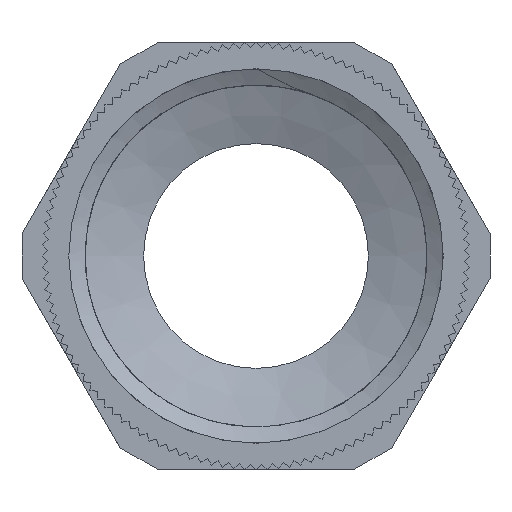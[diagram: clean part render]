
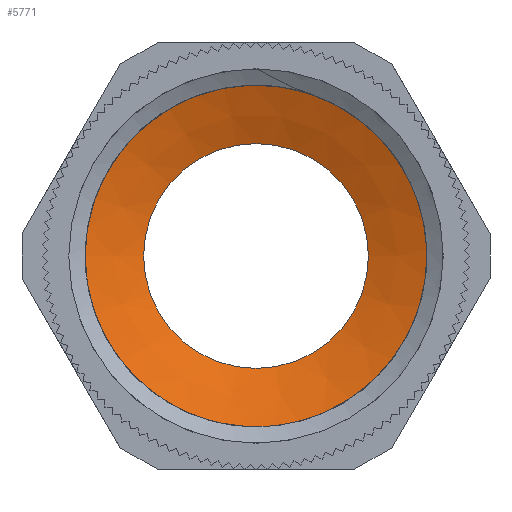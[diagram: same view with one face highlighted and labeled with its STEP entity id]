
A CAD part, left-side view. The second image highlights one B-rep face of the part: STEP entity #5771.
In plain terms, the highlighted conical face has half-angle 69.182 degrees and reference radius 6.63 mm.
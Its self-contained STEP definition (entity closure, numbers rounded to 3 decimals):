
#15=CONICAL_SURFACE('',#6067,6.63,69.182);
#22=FACE_BOUND('',#880,.T.);
#23=CIRCLE('',#5787,8.);
#26=CIRCLE('',#5793,8.);
#29=CIRCLE('',#6061,5.26);
#589=FACE_OUTER_BOUND('',#879,.T.);
#879=EDGE_LOOP('',(#5477));
#880=EDGE_LOOP('',(#5478,#5479));
#2499=VERTEX_POINT('',#8933);
#2501=VERTEX_POINT('',#9341);
#3021=VERTEX_POINT('',#11081);
#3053=EDGE_CURVE('',#2499,#2501,#23,.T.);
#3057=EDGE_CURVE('',#2501,#2499,#26,.T.);
#3840=EDGE_CURVE('',#3021,#3021,#29,.T.);
#5477=ORIENTED_EDGE('',*,*,#3840,.T.);
#5478=ORIENTED_EDGE('',*,*,#3057,.F.);
#5479=ORIENTED_EDGE('',*,*,#3053,.F.);
#5771=ADVANCED_FACE('',(#589,#22),#15,.F.);
#5787=AXIS2_PLACEMENT_3D('',#9508,#6092,#6093);
#5793=AXIS2_PLACEMENT_3D('',#9516,#6105,#6106);
#6061=AXIS2_PLACEMENT_3D('',#11082,#7421,#7422);
#6067=AXIS2_PLACEMENT_3D('',#11089,#7433,#7434);
#6092=DIRECTION('center_axis',(1.,0.,0.));
#6093=DIRECTION('ref_axis',(0.,0.,-1.));
#6105=DIRECTION('center_axis',(1.,0.,0.));
#6106=DIRECTION('ref_axis',(0.,0.,-1.));
#7421=DIRECTION('center_axis',(1.,0.,0.));
#7422=DIRECTION('ref_axis',(0.,0.,-1.));
#7433=DIRECTION('center_axis',(-1.,0.,0.));
#7434=DIRECTION('ref_axis',(0.,1.,0.));
#8933=CARTESIAN_POINT('',(-11.042,-3.156,-7.351));
#9341=CARTESIAN_POINT('',(-11.042,0.442,-7.988));
#9508=CARTESIAN_POINT('Origin',(-11.042,0.,0.));
#9516=CARTESIAN_POINT('Origin',(-11.042,0.,0.));
#11081=CARTESIAN_POINT('',(-10.,5.26,0.));
#11082=CARTESIAN_POINT('Origin',(-10.,0.,0.));
#11089=CARTESIAN_POINT('Origin',(-10.521,0.,0.));
